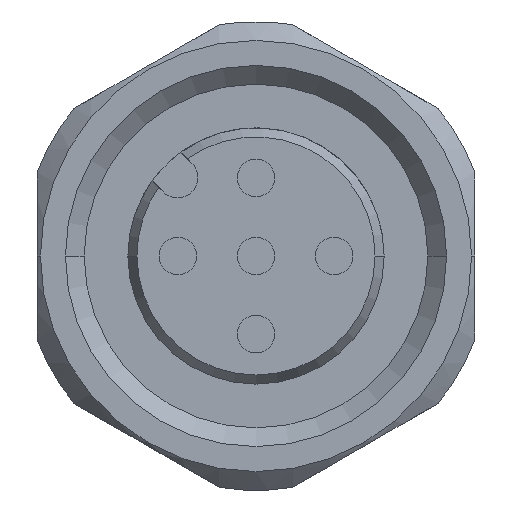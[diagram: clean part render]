
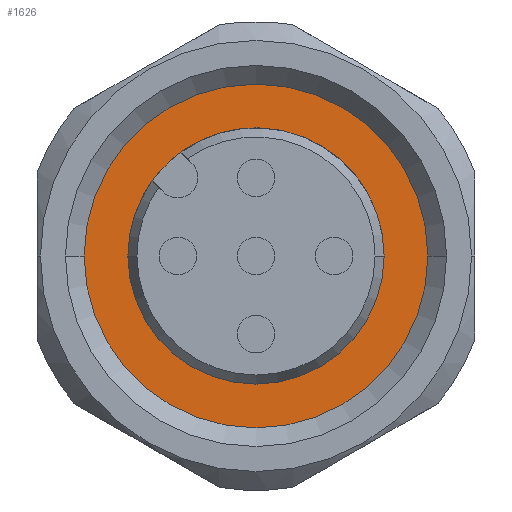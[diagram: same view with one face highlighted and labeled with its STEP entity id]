
A CAD part, left-side view. The second image highlights one B-rep face of the part: STEP entity #1626.
In plain terms, the highlighted planar face has unit normal (-1, 0, 0).
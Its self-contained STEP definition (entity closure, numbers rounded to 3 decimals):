
#75 = DIRECTION ( 'NONE',  ( -1., 0., 0. ) ) ;
#119 = ORIENTED_EDGE ( 'NONE', *, *, #993, .T. ) ;
#253 = CARTESIAN_POINT ( 'NONE',  ( -4.2, 5.5, 0. ) ) ;
#271 = CARTESIAN_POINT ( 'NONE',  ( -4.2, 0., 0. ) ) ;
#276 = EDGE_CURVE ( 'NONE', #497, #500, #955, .T. ) ;
#497 = VERTEX_POINT ( 'NONE', #253 ) ;
#500 = VERTEX_POINT ( 'NONE', #959 ) ;
#564 = CARTESIAN_POINT ( 'NONE',  ( -4.2, 0., -4.8 ) ) ;
#659 = AXIS2_PLACEMENT_3D ( 'NONE', #1732, #75, #2282 ) ;
#698 = EDGE_CURVE ( 'NONE', #2233, #2357, #1594, .T. ) ;
#717 = CARTESIAN_POINT ( 'NONE',  ( -4.2, 0., 0. ) ) ;
#728 = DIRECTION ( 'NONE',  ( -1., 0., 0. ) ) ;
#745 = CARTESIAN_POINT ( 'NONE',  ( -4.2, 4.1, 0. ) ) ;
#955 = CIRCLE ( 'NONE', #2108, 5.5 ) ;
#959 = CARTESIAN_POINT ( 'NONE',  ( -4.2, -5.5, 0. ) ) ;
#993 = EDGE_CURVE ( 'NONE', #2357, #2233, #1317, .T. ) ;
#1039 = ORIENTED_EDGE ( 'NONE', *, *, #1876, .T. ) ;
#1078 = AXIS2_PLACEMENT_3D ( 'NONE', #564, #728, #2163 ) ;
#1257 = DIRECTION ( 'NONE',  ( 0., -1., 0. ) ) ;
#1317 = CIRCLE ( 'NONE', #1474, 4.1 ) ;
#1388 = AXIS2_PLACEMENT_3D ( 'NONE', #271, #1389, #1559 ) ;
#1389 = DIRECTION ( 'NONE',  ( 1., 0., 0. ) ) ;
#1451 = DIRECTION ( 'NONE',  ( 1., 0., 0. ) ) ;
#1474 = AXIS2_PLACEMENT_3D ( 'NONE', #717, #1451, #1257 ) ;
#1559 = DIRECTION ( 'NONE',  ( 0., -1., 0. ) ) ;
#1582 = DIRECTION ( 'NONE',  ( -1., 0., 0. ) ) ;
#1593 = CARTESIAN_POINT ( 'NONE',  ( -4.2, 0., 0. ) ) ;
#1594 = CIRCLE ( 'NONE', #1388, 4.1 ) ;
#1620 = ORIENTED_EDGE ( 'NONE', *, *, #276, .T. ) ;
#1626 = ADVANCED_FACE ( 'NONE', ( #2175, #1660 ), #1811, .T. ) ;
#1660 = FACE_BOUND ( 'NONE', #1948, .T. ) ;
#1732 = CARTESIAN_POINT ( 'NONE',  ( -4.2, 0., 0. ) ) ;
#1811 = PLANE ( 'NONE',  #1078 ) ;
#1839 = EDGE_LOOP ( 'NONE', ( #1039, #1620 ) ) ;
#1876 = EDGE_CURVE ( 'NONE', #500, #497, #2340, .T. ) ;
#1927 = ORIENTED_EDGE ( 'NONE', *, *, #698, .T. ) ;
#1948 = EDGE_LOOP ( 'NONE', ( #119, #1927 ) ) ;
#2108 = AXIS2_PLACEMENT_3D ( 'NONE', #1593, #1582, #2137 ) ;
#2137 = DIRECTION ( 'NONE',  ( 0., -1., 0. ) ) ;
#2163 = DIRECTION ( 'NONE',  ( 0., 0., 1. ) ) ;
#2175 = FACE_OUTER_BOUND ( 'NONE', #1839, .T. ) ;
#2233 = VERTEX_POINT ( 'NONE', #745 ) ;
#2282 = DIRECTION ( 'NONE',  ( 0., -1., 0. ) ) ;
#2340 = CIRCLE ( 'NONE', #659, 5.5 ) ;
#2357 = VERTEX_POINT ( 'NONE', #2370 ) ;
#2370 = CARTESIAN_POINT ( 'NONE',  ( -4.2, -4.1, 0. ) ) ;
